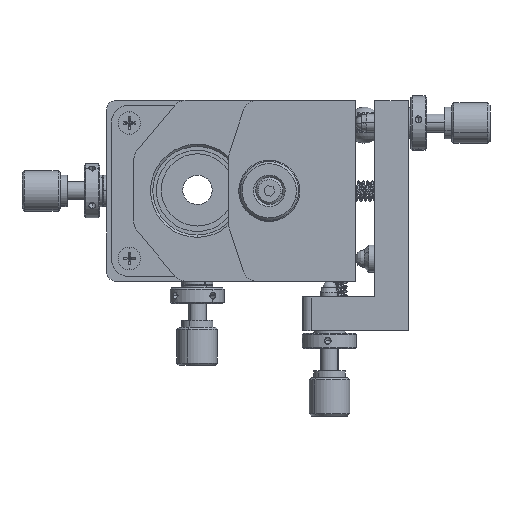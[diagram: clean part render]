
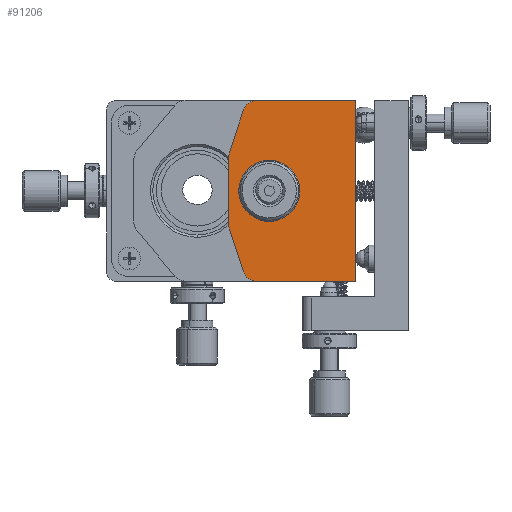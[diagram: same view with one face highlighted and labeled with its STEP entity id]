
A CAD part, left-side view. The second image highlights one B-rep face of the part: STEP entity #91206.
In plain terms, the highlighted planar face has unit normal (-1, 0, 0).
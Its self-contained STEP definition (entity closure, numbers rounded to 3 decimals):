
#1136 = VERTEX_POINT ( 'NONE', #59908 ) ;
#1499 = ORIENTED_EDGE ( 'NONE', *, *, #88542, .T. ) ;
#1645 = AXIS2_PLACEMENT_3D ( 'NONE', #41624, #27224, #41169 ) ;
#2859 = VECTOR ( 'NONE', #73675, 1000. ) ;
#4331 = VERTEX_POINT ( 'NONE', #67837 ) ;
#4458 = CIRCLE ( 'NONE', #78421, 3. ) ;
#4941 = CARTESIAN_POINT ( 'NONE',  ( -33.209, 14.745, 61.538 ) ) ;
#5087 = VERTEX_POINT ( 'NONE', #41768 ) ;
#5392 = AXIS2_PLACEMENT_3D ( 'NONE', #66931, #88240, #45172 ) ;
#5811 = CARTESIAN_POINT ( 'NONE',  ( -33.209, -13.101, 50. ) ) ;
#5826 = EDGE_CURVE ( 'NONE', #83635, #27805, #17271, .T. ) ;
#5903 = ORIENTED_EDGE ( 'NONE', *, *, #31511, .T. ) ;
#6823 = CARTESIAN_POINT ( 'NONE',  ( -33.209, 14.899, 62. ) ) ;
#8268 = CARTESIAN_POINT ( 'NONE',  ( -33.209, -5.101, 50. ) ) ;
#8325 = AXIS2_PLACEMENT_3D ( 'NONE', #28522, #37308, #56780 ) ;
#9461 = DIRECTION ( 'NONE',  ( -1., 0., 0. ) ) ;
#10018 = VERTEX_POINT ( 'NONE', #34773 ) ;
#10585 = EDGE_LOOP ( 'NONE', ( #82968, #28366 ) ) ;
#10612 = FACE_BOUND ( 'NONE', #10585, .T. ) ;
#12618 = DIRECTION ( 'NONE',  ( 0., 0., -1. ) ) ;
#12727 = CIRCLE ( 'NONE', #5392, 3. ) ;
#13095 = CARTESIAN_POINT ( 'NONE',  ( -33.209, 11.899, 62.487 ) ) ;
#13834 = VECTOR ( 'NONE', #73556, 1000. ) ;
#13939 = ORIENTED_EDGE ( 'NONE', *, *, #86001, .T. ) ;
#13998 = DIRECTION ( 'NONE',  ( -1., 0., 0. ) ) ;
#16256 = VERTEX_POINT ( 'NONE', #21460 ) ;
#17271 = CIRCLE ( 'NONE', #43927, 3. ) ;
#19813 = DIRECTION ( 'NONE',  ( 1., 0., 0. ) ) ;
#20237 = VECTOR ( 'NONE', #62839, 1000. ) ;
#21460 = CARTESIAN_POINT ( 'NONE',  ( -33.209, 5.899, 75.6 ) ) ;
#21511 = CARTESIAN_POINT ( 'NONE',  ( -33.209, 11.899, 77.513 ) ) ;
#21987 = DIRECTION ( 'NONE',  ( 0., 0., -1. ) ) ;
#22041 = ORIENTED_EDGE ( 'NONE', *, *, #51358, .F. ) ;
#24448 = LINE ( 'NONE', #25791, #28642 ) ;
#24535 = LINE ( 'NONE', #52812, #2859 ) ;
#25331 = CARTESIAN_POINT ( 'NONE',  ( -33.209, 8.737, 87. ) ) ;
#25791 = CARTESIAN_POINT ( 'NONE',  ( -33.209, -5.101, 90. ) ) ;
#27224 = DIRECTION ( 'NONE',  ( -1., 0., 0. ) ) ;
#27805 = VERTEX_POINT ( 'NONE', #82875 ) ;
#28366 = ORIENTED_EDGE ( 'NONE', *, *, #70988, .F. ) ;
#28522 = CARTESIAN_POINT ( 'NONE',  ( -33.209, 5.899, 70. ) ) ;
#28642 = VECTOR ( 'NONE', #39731, 1000. ) ;
#31369 = DIRECTION ( 'NONE',  ( -1., 0., 0. ) ) ;
#31390 = EDGE_CURVE ( 'NONE', #16256, #80711, #45335, .T. ) ;
#31511 = EDGE_CURVE ( 'NONE', #10018, #79863, #12727, .T. ) ;
#32769 = VERTEX_POINT ( 'NONE', #58377 ) ;
#34495 = LINE ( 'NONE', #5811, #84111 ) ;
#34773 = CARTESIAN_POINT ( 'NONE',  ( -33.209, 11.583, 52.051 ) ) ;
#36376 = VERTEX_POINT ( 'NONE', #4941 ) ;
#37308 = DIRECTION ( 'NONE',  ( -1., 0., 0. ) ) ;
#39731 = DIRECTION ( 'NONE',  ( 0., -1., 0. ) ) ;
#41169 = DIRECTION ( 'NONE',  ( 0., 0., 1. ) ) ;
#41624 = CARTESIAN_POINT ( 'NONE',  ( -33.209, 5.899, 70. ) ) ;
#41768 = CARTESIAN_POINT ( 'NONE',  ( -33.209, -13.101, 50. ) ) ;
#42184 = ORIENTED_EDGE ( 'NONE', *, *, #5826, .T. ) ;
#43927 = AXIS2_PLACEMENT_3D ( 'NONE', #25331, #31369, #46634 ) ;
#44559 = EDGE_CURVE ( 'NONE', #83635, #4331, #24448, .T. ) ;
#45172 = DIRECTION ( 'NONE',  ( 0., 0., -1. ) ) ;
#45335 = CIRCLE ( 'NONE', #8325, 5.6 ) ;
#46634 = DIRECTION ( 'NONE',  ( 0., 0., -1. ) ) ;
#48049 = LINE ( 'NONE', #6823, #48582 ) ;
#48582 = VECTOR ( 'NONE', #70282, 1000. ) ;
#49516 = ORIENTED_EDGE ( 'NONE', *, *, #88146, .T. ) ;
#49576 = EDGE_LOOP ( 'NONE', ( #51877, #5903, #91624, #13939, #68009, #42184, #22041, #49516, #86663, #1499 ) ) ;
#51358 = EDGE_CURVE ( 'NONE', #88121, #27805, #24535, .T. ) ;
#51612 = CARTESIAN_POINT ( 'NONE',  ( -33.209, 8.737, 50. ) ) ;
#51877 = ORIENTED_EDGE ( 'NONE', *, *, #85586, .F. ) ;
#52812 = CARTESIAN_POINT ( 'NONE',  ( -33.209, 14.899, 78. ) ) ;
#53183 = CARTESIAN_POINT ( 'NONE',  ( -33.209, 8.737, 90. ) ) ;
#53456 = EDGE_CURVE ( 'NONE', #79863, #5087, #71726, .T. ) ;
#54588 = FACE_OUTER_BOUND ( 'NONE', #49576, .T. ) ;
#56780 = DIRECTION ( 'NONE',  ( 0., 0., 1. ) ) ;
#58377 = CARTESIAN_POINT ( 'NONE',  ( -33.209, 14.899, 62.487 ) ) ;
#59908 = CARTESIAN_POINT ( 'NONE',  ( -33.209, 14.899, 77.513 ) ) ;
#60221 = EDGE_CURVE ( 'NONE', #32769, #1136, #90653, .T. ) ;
#62839 = DIRECTION ( 'NONE',  ( 0., 0., 1. ) ) ;
#66931 = CARTESIAN_POINT ( 'NONE',  ( -33.209, 8.737, 53. ) ) ;
#67837 = CARTESIAN_POINT ( 'NONE',  ( -33.209, -13.101, 90. ) ) ;
#68009 = ORIENTED_EDGE ( 'NONE', *, *, #44559, .F. ) ;
#70282 = DIRECTION ( 'NONE',  ( 0., 0.316, 0.949 ) ) ;
#70988 = EDGE_CURVE ( 'NONE', #80711, #16256, #87479, .T. ) ;
#71726 = LINE ( 'NONE', #8268, #13834 ) ;
#73556 = DIRECTION ( 'NONE',  ( 0., -1., 0. ) ) ;
#73675 = DIRECTION ( 'NONE',  ( 0., -0.316, 0.949 ) ) ;
#74943 = CARTESIAN_POINT ( 'NONE',  ( -33.209, 14.899, 50. ) ) ;
#75308 = DIRECTION ( 'NONE',  ( 0., 0., 1. ) ) ;
#75486 = CIRCLE ( 'NONE', #77031, 3. ) ;
#77031 = AXIS2_PLACEMENT_3D ( 'NONE', #13095, #13998, #12618 ) ;
#78421 = AXIS2_PLACEMENT_3D ( 'NONE', #21511, #9461, #21987 ) ;
#79863 = VERTEX_POINT ( 'NONE', #51612 ) ;
#80249 = AXIS2_PLACEMENT_3D ( 'NONE', #89310, #19813, #84241 ) ;
#80711 = VERTEX_POINT ( 'NONE', #87485 ) ;
#82875 = CARTESIAN_POINT ( 'NONE',  ( -33.209, 11.583, 87.949 ) ) ;
#82968 = ORIENTED_EDGE ( 'NONE', *, *, #31390, .F. ) ;
#83300 = PLANE ( 'NONE',  #80249 ) ;
#83635 = VERTEX_POINT ( 'NONE', #53183 ) ;
#84111 = VECTOR ( 'NONE', #75308, 1000. ) ;
#84241 = DIRECTION ( 'NONE',  ( 0., 0., -1. ) ) ;
#85454 = CARTESIAN_POINT ( 'NONE',  ( -33.209, 14.745, 78.462 ) ) ;
#85586 = EDGE_CURVE ( 'NONE', #10018, #36376, #48049, .T. ) ;
#86001 = EDGE_CURVE ( 'NONE', #5087, #4331, #34495, .T. ) ;
#86663 = ORIENTED_EDGE ( 'NONE', *, *, #60221, .F. ) ;
#87479 = CIRCLE ( 'NONE', #1645, 5.6 ) ;
#87485 = CARTESIAN_POINT ( 'NONE',  ( -33.209, 5.899, 64.4 ) ) ;
#88121 = VERTEX_POINT ( 'NONE', #85454 ) ;
#88146 = EDGE_CURVE ( 'NONE', #88121, #1136, #4458, .T. ) ;
#88240 = DIRECTION ( 'NONE',  ( -1., 0., 0. ) ) ;
#88542 = EDGE_CURVE ( 'NONE', #32769, #36376, #75486, .T. ) ;
#89310 = CARTESIAN_POINT ( 'NONE',  ( -33.209, -5.101, 50. ) ) ;
#90653 = LINE ( 'NONE', #74943, #20237 ) ;
#91206 = ADVANCED_FACE ( 'NONE', ( #10612, #54588 ), #83300, .F. ) ;
#91624 = ORIENTED_EDGE ( 'NONE', *, *, #53456, .T. ) ;
